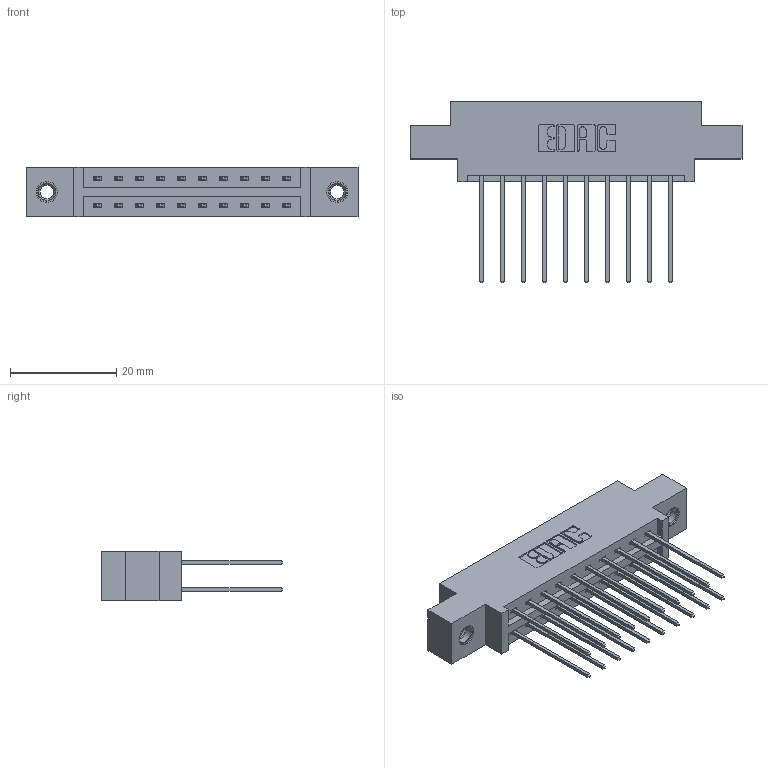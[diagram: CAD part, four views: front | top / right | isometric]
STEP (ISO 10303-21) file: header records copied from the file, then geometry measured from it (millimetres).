
FILE_DESCRIPTION (( 'STEP AP203' ), '1' );
FILE_NAME ('387-020-541-807.STEP', '2018-09-13T10:38:59', ( '' ), ( '' ), 'SwSTEP 2.0', 'SolidWorks 2016', '' );
FILE_SCHEMA (( 'CONFIG_CONTROL_DESIGN' ));
Length unit declared in the file: inch
Products named in the file (4): 337 Part_0.170 Offset - 0.156 Dia-TI; 345-292-001_345-293-141; 345-250-001_345-250-005-103; 387-020-541-807
Assembly tree (23 placements, depth 2):
  387-020-541-807
    337 Part_0.170 Offset - 0.156 Dia-TI
    345-292-001_345-293-141  x20
    345-250-001_345-250-005-103  x2
Bounding box: 62.64 x 34.3 x 9.4 mm (x, y, z)
Volume: 6158.9 mm3; surface area: 7371.5 mm2
Topology: 23 solids, 23 shells, 1258 faces, 3679 edges, 2418 vertices
Faces by surface type: plane 866, cylinder 376, cone 12, torus 4
Entity records: 13228 total; most frequent: CARTESIAN_POINT 2237, ORIENTED_EDGE 2166, DIRECTION 1993, EDGE_CURVE 1083, LINE 935, VECTOR 935, VERTEX_POINT 716, AXIS2_PLACEMENT_3D 529
